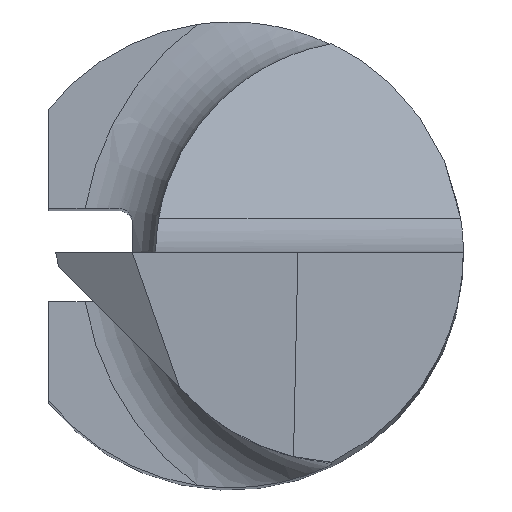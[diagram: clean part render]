
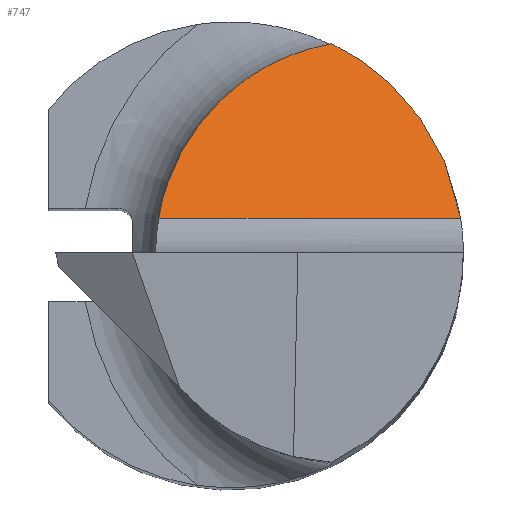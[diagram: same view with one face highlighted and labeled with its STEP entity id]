
A CAD part, top view. The second image highlights one B-rep face of the part: STEP entity #747.
In plain terms, the highlighted planar face has unit normal (0, 0.766, 0.643).
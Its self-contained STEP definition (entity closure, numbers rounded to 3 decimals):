
#48 = CARTESIAN_POINT ( 'NONE',  ( 1.09, 2.25, 24.5 ) ) ;
#109 = CARTESIAN_POINT ( 'NONE',  ( 2.5, 2.25, 24.5 ) ) ;
#117 = DIRECTION ( 'NONE',  ( -1., 0., 0. ) ) ;
#215 = ORIENTED_EDGE ( 'NONE', *, *, #332, .T. ) ;
#264 = EDGE_CURVE ( 'NONE', #579, #819, #1067, .T. ) ;
#291 = CARTESIAN_POINT ( 'NONE',  ( 2.5, 0.374, 26.735 ) ) ;
#332 = EDGE_CURVE ( 'NONE', #579, #988, #406, .T. ) ;
#406 =( BOUNDED_CURVE ( )  B_SPLINE_CURVE ( 3, ( #1105, #675, #503, #1083 ),
 .UNSPECIFIED., .F., .T. ) 
 B_SPLINE_CURVE_WITH_KNOTS ( ( 4, 4 ),
 ( 4.863, 5.832 ),
 .UNSPECIFIED. ) 
 CURVE ( )  GEOMETRIC_REPRESENTATION_ITEM ( )  RATIONAL_B_SPLINE_CURVE ( ( 1., 0.923, 0.923, 1. ) ) 
 REPRESENTATION_ITEM ( '' )  );
#482 =( BOUNDED_CURVE ( )  B_SPLINE_CURVE ( 3, ( #48, #732, #918, #900 ),
 .UNSPECIFIED., .F., .T. ) 
 B_SPLINE_CURVE_WITH_KNOTS ( ( 4, 4 ),
 ( 0.174, 1.406 ),
 .UNSPECIFIED. ) 
 CURVE ( )  GEOMETRIC_REPRESENTATION_ITEM ( )  RATIONAL_B_SPLINE_CURVE ( ( 1., 0.877, 0.877, 1. ) ) 
 REPRESENTATION_ITEM ( '' )  );
#503 = CARTESIAN_POINT ( 'NONE',  ( 1.847, 1.883, 24.937 ) ) ;
#505 = CARTESIAN_POINT ( 'NONE',  ( -0.769, 0.374, 26.735 ) ) ;
#579 = VERTEX_POINT ( 'NONE', #1069 ) ;
#602 = VECTOR ( 'NONE', #117, 1000. ) ;
#647 = PLANE ( 'NONE',  #1030 ) ;
#675 = CARTESIAN_POINT ( 'NONE',  ( 2.346, 1.206, 25.744 ) ) ;
#729 = ORIENTED_EDGE ( 'NONE', *, *, #1097, .T. ) ;
#730 = FACE_OUTER_BOUND ( 'NONE', #785, .T. ) ;
#732 = CARTESIAN_POINT ( 'NONE',  ( 0.102, 2.077, 24.707 ) ) ;
#747 = ADVANCED_FACE ( 'NONE', ( #730 ), #647, .F. ) ;
#757 = ORIENTED_EDGE ( 'NONE', *, *, #264, .F. ) ;
#785 = EDGE_LOOP ( 'NONE', ( #757, #215, #729 ) ) ;
#787 = DIRECTION ( 'NONE',  ( 0., 0.643, -0.766 ) ) ;
#792 = DIRECTION ( 'NONE',  ( 0., -0.766, -0.643 ) ) ;
#819 = VERTEX_POINT ( 'NONE', #505 ) ;
#900 = CARTESIAN_POINT ( 'NONE',  ( -0.769, 0.374, 26.735 ) ) ;
#918 = CARTESIAN_POINT ( 'NONE',  ( -0.605, 1.364, 25.556 ) ) ;
#988 = VERTEX_POINT ( 'NONE', #1042 ) ;
#1030 = AXIS2_PLACEMENT_3D ( 'NONE', #109, #792, #787 ) ;
#1042 = CARTESIAN_POINT ( 'NONE',  ( 1.09, 2.25, 24.5 ) ) ;
#1067 = LINE ( 'NONE', #291, #602 ) ;
#1069 = CARTESIAN_POINT ( 'NONE',  ( 2.472, 0.374, 26.735 ) ) ;
#1083 = CARTESIAN_POINT ( 'NONE',  ( 1.09, 2.25, 24.5 ) ) ;
#1097 = EDGE_CURVE ( 'NONE', #988, #819, #482, .T. ) ;
#1105 = CARTESIAN_POINT ( 'NONE',  ( 2.472, 0.374, 26.735 ) ) ;
